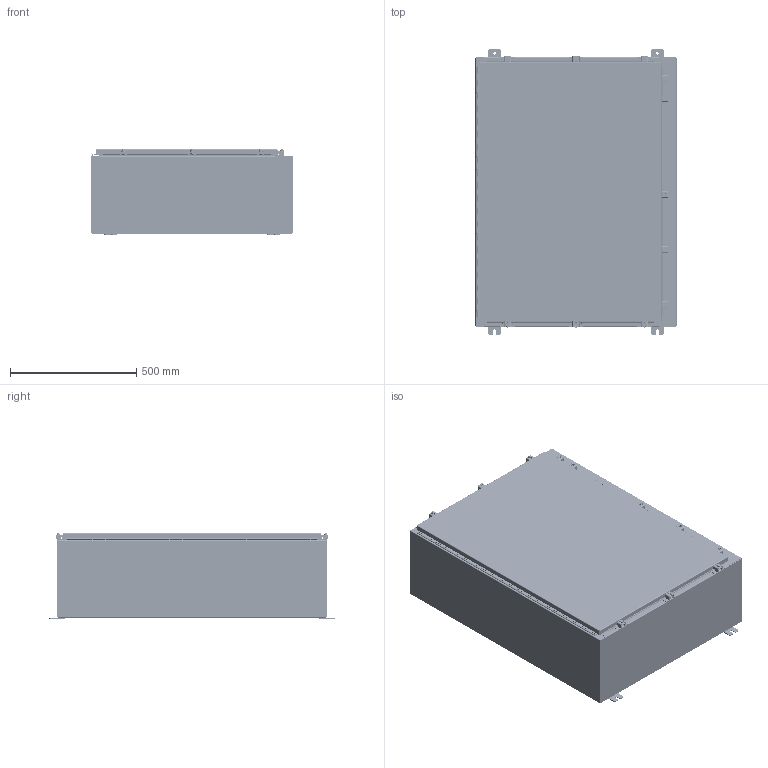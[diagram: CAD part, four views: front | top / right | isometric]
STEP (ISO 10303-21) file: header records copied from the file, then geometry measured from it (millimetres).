
FILE_DESCRIPTION(/* description */ ('SSN4X BACK AND SIDES (42X31X10)'),/* implementation_level */ '2;1');
FILE_NAME(/* name */ 'SSN4X423112.stp',/* time_stamp */ '2016-09-30T23:34:12+05:00',/* author */ ('vdas'),/* organization */ (''),/* preprocessor_version */ 'ST-DEVELOPER v16.1',/* originating_system */ 'Autodesk Inventor 2016',/* authorisation */ '');
FILE_SCHEMA (('AUTOMOTIVE_DESIGN { 1 0 10303 214 3 1 1 }'));
Length unit declared in the file: inch
Products named in the file (32): SSN4X423112BLR; 38859; 34871; SSN4X4231LID; HFW3883; HFW3093; 349129; 38846; SSN4X3112TOP; SSN4X3112BTM; 328141L; 328141T; 328141P; 328141; 30818; HFW30828 & HFW30829 CLAMP; HFW30828 & HFW30829 SCREW; HFW30828 & HFW30829 WASHER; SSN4X4231FIP; HFW30828 & HFW30829 SPRING; HFW30828; HFW30828_1; HFW30828_2; HFW30828_3; HFW30828_4; HFW30828_5; HFW30828_6; HFW30828_7; HFW30828_8; HFW30828_9; HFW30828_10; SSN4X423112
Assembly tree (91 placements, depth 3):
  SSN4X423112
    SSN4X423112BLR
    38859  x6
    34871  x4
    SSN4X4231LID
    HFW3883  x2
    HFW3093
    349129  x2
    38846
    SSN4X3112TOP
    SSN4X3112BTM
    328141
      328141L
      328141T
      328141P
    30818  x11
    HFW30828
      HFW30828 & HFW30829 CLAMP
      HFW30828 & HFW30829 SCREW
      HFW30828 & HFW30829 WASHER
      HFW30828 & HFW30829 SPRING
    HFW30828_1
      HFW30828 & HFW30829 CLAMP
      HFW30828 & HFW30829 SCREW
      HFW30828 & HFW30829 WASHER
      HFW30828 & HFW30829 SPRING
    HFW30828_2
      HFW30828 & HFW30829 CLAMP
      HFW30828 & HFW30829 SCREW
      HFW30828 & HFW30829 WASHER
      HFW30828 & HFW30829 SPRING
    HFW30828_3
      HFW30828 & HFW30829 CLAMP
      HFW30828 & HFW30829 SCREW
      HFW30828 & HFW30829 WASHER
      HFW30828 & HFW30829 SPRING
    HFW30828_4
      HFW30828 & HFW30829 CLAMP
      HFW30828 & HFW30829 SCREW
      HFW30828 & HFW30829 WASHER
      HFW30828 & HFW30829 SPRING
    HFW30828_5
      HFW30828 & HFW30829 CLAMP
      HFW30828 & HFW30829 SCREW
      HFW30828 & HFW30829 WASHER
      HFW30828 & HFW30829 SPRING
    HFW30828_6
      HFW30828 & HFW30829 CLAMP
      HFW30828 & HFW30829 SCREW
      HFW30828 & HFW30829 WASHER
      HFW30828 & HFW30829 SPRING
    HFW30828_7
      HFW30828 & HFW30829 CLAMP
      HFW30828 & HFW30829 SCREW
      HFW30828 & HFW30829 WASHER
      HFW30828 & HFW30829 SPRING
    HFW30828_8
      HFW30828 & HFW30829 CLAMP
      HFW30828 & HFW30829 SCREW
      HFW30828 & HFW30829 WASHER
Bounding box: 796.92 x 1130.3 x 337.85 mm (x, y, z)
Volume: 6293206.7 mm3; surface area: 6481795.4 mm2
Topology: 68 solids, 244 shells, 2349 faces, 6212 edges, 4265 vertices
Faces by surface type: plane 1199, cylinder 664, bspline 265, cone 138, torus 83
Full cylindrical faces by diameter (mm): 2.794 x44, 3.048 x1, 3.962 x2, 4.826 x2, 5.359 x11, 6.35 x1, 7.137 x2, 7.163 x11, 8.382 x12, 8.56 x3, 8.89 x11, 11.125 x4, 13.208 x11, 15.875 x17
Entity records: 34448 total; most frequent: CARTESIAN_POINT 9879, DIRECTION 4941, ORIENTED_EDGE 4714, EDGE_CURVE 2387, AXIS2_PLACEMENT_3D 1661, LINE 1619, VECTOR 1619, VERTEX_POINT 1577
